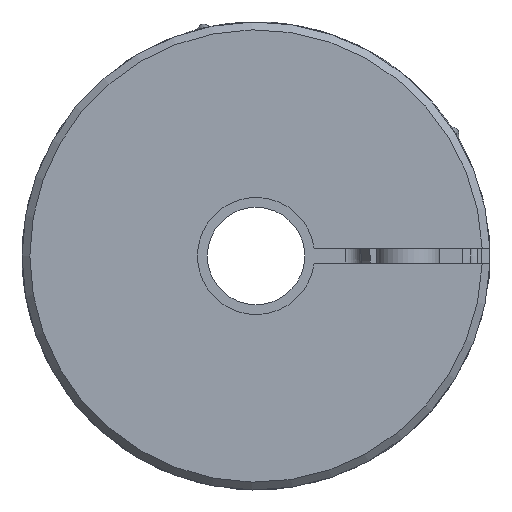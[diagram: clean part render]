
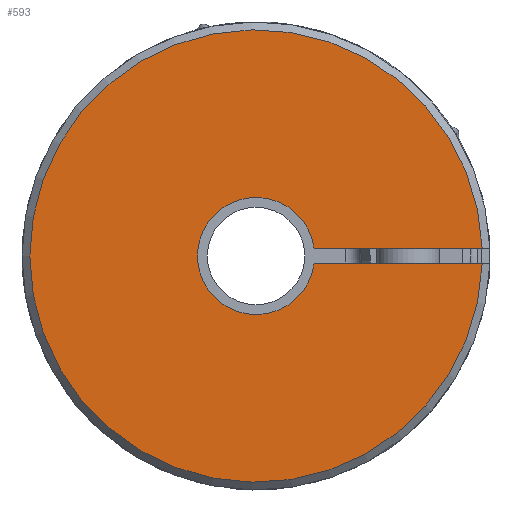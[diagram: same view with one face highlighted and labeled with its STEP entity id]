
A CAD part, left-side view. The second image highlights one B-rep face of the part: STEP entity #593.
In plain terms, the highlighted planar face has unit normal (-1, 0, 0).
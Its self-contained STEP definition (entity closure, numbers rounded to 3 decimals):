
#593 = ADVANCED_FACE( '', ( #1297 ), #1298, .T. );
#1297 = FACE_OUTER_BOUND( '', #2094, .T. );
#1298 = PLANE( '', #2095 );
#2094 = EDGE_LOOP( '', ( #3918, #3919, #3920, #3921 ) );
#2095 = AXIS2_PLACEMENT_3D( '', #3922, #3923, #3924 );
#3918 = ORIENTED_EDGE( '', *, *, #4957, .T. );
#3919 = ORIENTED_EDGE( '', *, *, #5233, .F. );
#3920 = ORIENTED_EDGE( '', *, *, #5369, .T. );
#3921 = ORIENTED_EDGE( '', *, *, #4711, .T. );
#3922 = CARTESIAN_POINT( '', ( 0., 0., 6. ) );
#3923 = DIRECTION( '', ( -1., 0., 0. ) );
#3924 = DIRECTION( '', ( 0., 0., 1. ) );
#4711 = EDGE_CURVE( '', #5660, #5661, #5662, .T. );
#4957 = EDGE_CURVE( '', #5661, #6086, #6088, .T. );
#5233 = EDGE_CURVE( '', #6505, #6086, #6507, .T. );
#5369 = EDGE_CURVE( '', #6505, #5660, #6674, .T. );
#5660 = VERTEX_POINT( '', #7003 );
#5661 = VERTEX_POINT( '', #7004 );
#5662 = CIRCLE( '', #7005, 29. );
#6086 = VERTEX_POINT( '', #7769 );
#6088 = LINE( '', #7772, #7773 );
#6505 = VERTEX_POINT( '', #8685 );
#6507 = CIRCLE( '', #8688, 7.5 );
#6674 = LINE( '', #8978, #8979 );
#7003 = CARTESIAN_POINT( '', ( 0., -28.983, 1. ) );
#7004 = CARTESIAN_POINT( '', ( 0., -28.983, -1. ) );
#7005 = AXIS2_PLACEMENT_3D( '', #9552, #9553, #9554 );
#7769 = CARTESIAN_POINT( '', ( 0., -7.433, -1. ) );
#7772 = CARTESIAN_POINT( '', ( 0., -29.983, -1. ) );
#7773 = VECTOR( '', #9918, 1000. );
#8685 = CARTESIAN_POINT( '', ( 0., -7.433, 1. ) );
#8688 = AXIS2_PLACEMENT_3D( '', #10231, #10232, #10233 );
#8978 = CARTESIAN_POINT( '', ( 0., -5.916, 1. ) );
#8979 = VECTOR( '', #10378, 1000. );
#9552 = CARTESIAN_POINT( '', ( 0., 0., 0. ) );
#9553 = DIRECTION( '', ( -1., 0., 0. ) );
#9554 = DIRECTION( '', ( 0., 0., 1. ) );
#9918 = DIRECTION( '', ( 0., 1., 0. ) );
#10231 = CARTESIAN_POINT( '', ( 0., 0., 0. ) );
#10232 = DIRECTION( '', ( -1., 0., 0. ) );
#10233 = DIRECTION( '', ( 0., 0., 1. ) );
#10378 = DIRECTION( '', ( 0., -1., 0. ) );
